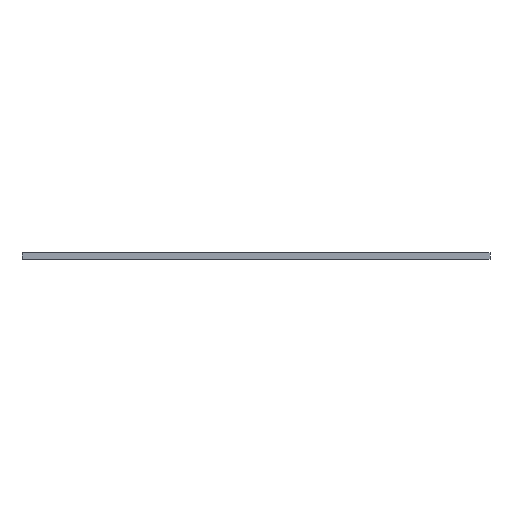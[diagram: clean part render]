
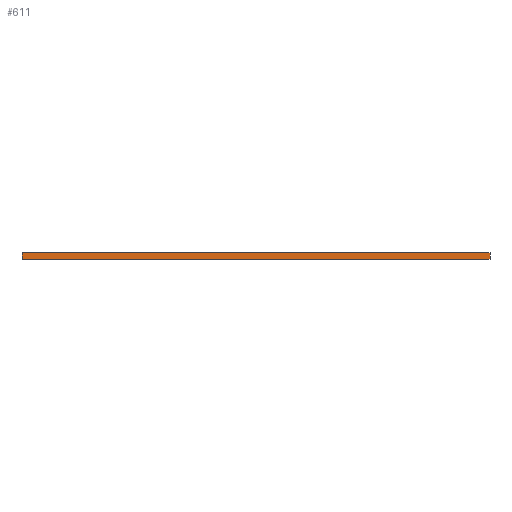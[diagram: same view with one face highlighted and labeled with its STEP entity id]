
A CAD part, left-side view. The second image highlights one B-rep face of the part: STEP entity #611.
In plain terms, the highlighted planar face has unit normal (-1, 0, 0).
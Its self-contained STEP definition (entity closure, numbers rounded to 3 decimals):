
#31 = AXIS2_PLACEMENT_3D ( 'NONE', #379, #176, #85 ) ;
#83 = ORIENTED_EDGE ( 'NONE', *, *, #411, .T. ) ;
#85 = DIRECTION ( 'NONE',  ( 0., 1., 0. ) ) ;
#134 = LINE ( 'NONE', #380, #162 ) ;
#162 = VECTOR ( 'NONE', #561, 1000. ) ;
#163 = CARTESIAN_POINT ( 'NONE',  ( -245.297, 119.04, 6. ) ) ;
#176 = DIRECTION ( 'NONE',  ( 1., 0., 0. ) ) ;
#201 = LINE ( 'NONE', #554, #264 ) ;
#208 = CARTESIAN_POINT ( 'NONE',  ( -245.297, -293.761, 6. ) ) ;
#236 = VERTEX_POINT ( 'NONE', #629 ) ;
#264 = VECTOR ( 'NONE', #494, 1000. ) ;
#285 = PLANE ( 'NONE',  #31 ) ;
#287 = DIRECTION ( 'NONE',  ( 0., 0., -1. ) ) ;
#368 = EDGE_CURVE ( 'NONE', #627, #236, #134, .T. ) ;
#379 = CARTESIAN_POINT ( 'NONE',  ( -245.297, 119.04, 6. ) ) ;
#380 = CARTESIAN_POINT ( 'NONE',  ( -245.297, 119.04, 0. ) ) ;
#388 = VERTEX_POINT ( 'NONE', #208 ) ;
#411 = EDGE_CURVE ( 'NONE', #507, #627, #1002, .T. ) ;
#434 = VECTOR ( 'NONE', #287, 1000. ) ;
#452 = EDGE_CURVE ( 'NONE', #507, #388, #201, .T. ) ;
#477 = ORIENTED_EDGE ( 'NONE', *, *, #928, .F. ) ;
#494 = DIRECTION ( 'NONE',  ( 0., -1., 0. ) ) ;
#503 = DIRECTION ( 'NONE',  ( 0., 0., -1. ) ) ;
#507 = VERTEX_POINT ( 'NONE', #163 ) ;
#524 = CARTESIAN_POINT ( 'NONE',  ( -245.297, -293.761, 6. ) ) ;
#554 = CARTESIAN_POINT ( 'NONE',  ( -245.297, 119.04, 6. ) ) ;
#561 = DIRECTION ( 'NONE',  ( 0., -1., 0. ) ) ;
#578 = ORIENTED_EDGE ( 'NONE', *, *, #368, .T. ) ;
#611 = ADVANCED_FACE ( 'NONE', ( #884 ), #285, .F. ) ;
#627 = VERTEX_POINT ( 'NONE', #1055 ) ;
#629 = CARTESIAN_POINT ( 'NONE',  ( -245.297, -293.761, 0. ) ) ;
#819 = VECTOR ( 'NONE', #503, 1000. ) ;
#884 = FACE_OUTER_BOUND ( 'NONE', #1009, .T. ) ;
#902 = ORIENTED_EDGE ( 'NONE', *, *, #452, .F. ) ;
#928 = EDGE_CURVE ( 'NONE', #388, #236, #1049, .T. ) ;
#1002 = LINE ( 'NONE', #1103, #434 ) ;
#1009 = EDGE_LOOP ( 'NONE', ( #578, #477, #902, #83 ) ) ;
#1049 = LINE ( 'NONE', #524, #819 ) ;
#1055 = CARTESIAN_POINT ( 'NONE',  ( -245.297, 119.04, 0. ) ) ;
#1103 = CARTESIAN_POINT ( 'NONE',  ( -245.297, 119.04, 6. ) ) ;
